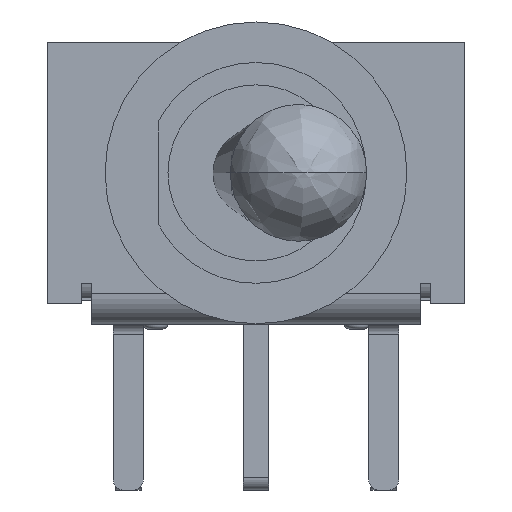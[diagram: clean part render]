
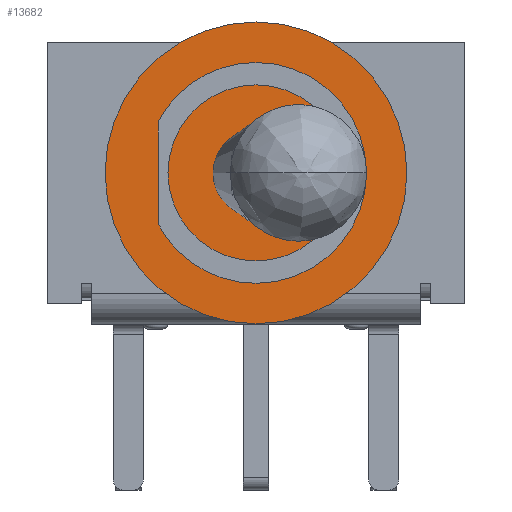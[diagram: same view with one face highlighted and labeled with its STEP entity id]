
A CAD part, front view. The second image highlights one B-rep face of the part: STEP entity #13682.
In plain terms, the highlighted planar face has unit normal (0, -1, 0).
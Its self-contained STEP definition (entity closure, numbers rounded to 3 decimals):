
#2297 = CARTESIAN_POINT ( 'NONE',  ( 0., -6.493, 6.105 ) ) ;
#2464 = PLANE ( 'NONE',  #9313 ) ;
#2927 = AXIS2_PLACEMENT_3D ( 'NONE', #9543, #15349, #7925 ) ;
#3682 = VERTEX_POINT ( 'NONE', #5992 ) ;
#3915 = DIRECTION ( 'NONE',  ( 0., -1., 0. ) ) ;
#4403 = CIRCLE ( 'NONE', #9557, 3. ) ;
#5825 = ORIENTED_EDGE ( 'NONE', *, *, #7856, .T. ) ;
#5992 = CARTESIAN_POINT ( 'NONE',  ( 0., -6.493, 0.105 ) ) ;
#6062 = CARTESIAN_POINT ( 'NONE',  ( 0., -6.493, 3.105 ) ) ;
#6239 = DIRECTION ( 'NONE',  ( 0., 0., 1. ) ) ;
#6945 = DIRECTION ( 'NONE',  ( 0., 0., -1. ) ) ;
#7734 = CIRCLE ( 'NONE', #2927, 3. ) ;
#7856 = EDGE_CURVE ( 'NONE', #13158, #3682, #4403, .T. ) ;
#7925 = DIRECTION ( 'NONE',  ( 0., 0., 1. ) ) ;
#9313 = AXIS2_PLACEMENT_3D ( 'NONE', #16932, #3915, #6945 ) ;
#9543 = CARTESIAN_POINT ( 'NONE',  ( 0., -6.493, 3.105 ) ) ;
#9557 = AXIS2_PLACEMENT_3D ( 'NONE', #6062, #10523, #6239 ) ;
#10100 = ORIENTED_EDGE ( 'NONE', *, *, #10877, .T. ) ;
#10523 = DIRECTION ( 'NONE',  ( 0., -1., 0. ) ) ;
#10877 = EDGE_CURVE ( 'NONE', #3682, #13158, #7734, .T. ) ;
#11411 = FACE_OUTER_BOUND ( 'NONE', #15924, .T. ) ;
#13158 = VERTEX_POINT ( 'NONE', #2297 ) ;
#13682 = ADVANCED_FACE ( 'NONE', ( #11411 ), #2464, .T. ) ;
#15349 = DIRECTION ( 'NONE',  ( 0., -1., 0. ) ) ;
#15924 = EDGE_LOOP ( 'NONE', ( #10100, #5825 ) ) ;
#16932 = CARTESIAN_POINT ( 'NONE',  ( 0., -6.493, 3.105 ) ) ;
